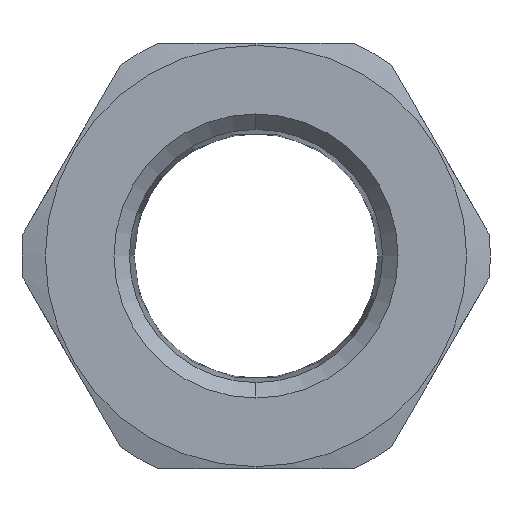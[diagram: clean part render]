
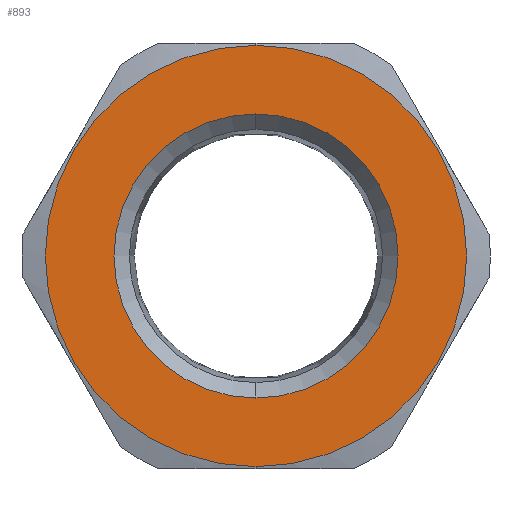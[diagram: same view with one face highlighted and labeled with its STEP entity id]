
A CAD part, left-side view. The second image highlights one B-rep face of the part: STEP entity #893.
In plain terms, the highlighted planar face has unit normal (-1, 0, 0).
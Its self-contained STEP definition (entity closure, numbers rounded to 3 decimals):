
#1 = DIRECTION ( 'NONE',  ( 1., 0., 0. ) ) ;
#13 = DIRECTION ( 'NONE',  ( 0., 0., 1. ) ) ;
#20 = DIRECTION ( 'NONE',  ( 0., 0., -1. ) ) ;
#30 = CARTESIAN_POINT ( 'NONE',  ( 0., 0., 24.75 ) ) ;
#60 = CIRCLE ( 'NONE', #247, 24.75 ) ;
#74 = CIRCLE ( 'NONE', #834, 24.75 ) ;
#118 = DIRECTION ( 'NONE',  ( 1., 0., 0. ) ) ;
#180 = AXIS2_PLACEMENT_3D ( 'NONE', #1060, #548, #20 ) ;
#238 = CIRCLE ( 'NONE', #935, 16.685 ) ;
#247 = AXIS2_PLACEMENT_3D ( 'NONE', #349, #960, #448 ) ;
#271 = CARTESIAN_POINT ( 'NONE',  ( 0., 0., 16.685 ) ) ;
#289 = FACE_OUTER_BOUND ( 'NONE', #405, .T. ) ;
#302 = CARTESIAN_POINT ( 'NONE',  ( 0., 0., -16.685 ) ) ;
#319 = ORIENTED_EDGE ( 'NONE', *, *, #733, .T. ) ;
#335 = EDGE_CURVE ( 'NONE', #830, #888, #74, .T. ) ;
#349 = CARTESIAN_POINT ( 'NONE',  ( 0., 0., 0. ) ) ;
#405 = EDGE_LOOP ( 'NONE', ( #319, #512 ) ) ;
#425 = EDGE_LOOP ( 'NONE', ( #651, #683 ) ) ;
#448 = DIRECTION ( 'NONE',  ( 0., 0., 1. ) ) ;
#512 = ORIENTED_EDGE ( 'NONE', *, *, #335, .T. ) ;
#526 = CARTESIAN_POINT ( 'NONE',  ( 0., 0., 0. ) ) ;
#540 = DIRECTION ( 'NONE',  ( -1., 0., 0. ) ) ;
#548 = DIRECTION ( 'NONE',  ( 1., 0., 0. ) ) ;
#568 = CIRCLE ( 'NONE', #180, 16.685 ) ;
#569 = VERTEX_POINT ( 'NONE', #302 ) ;
#622 = DIRECTION ( 'NONE',  ( 0., 0., -1. ) ) ;
#651 = ORIENTED_EDGE ( 'NONE', *, *, #783, .T. ) ;
#669 = CARTESIAN_POINT ( 'NONE',  ( 0., 0., 0. ) ) ;
#683 = ORIENTED_EDGE ( 'NONE', *, *, #701, .T. ) ;
#701 = EDGE_CURVE ( 'NONE', #569, #812, #238, .T. ) ;
#733 = EDGE_CURVE ( 'NONE', #888, #830, #60, .T. ) ;
#753 = DIRECTION ( 'NONE',  ( 0., 0., -1. ) ) ;
#783 = EDGE_CURVE ( 'NONE', #812, #569, #568, .T. ) ;
#812 = VERTEX_POINT ( 'NONE', #271 ) ;
#830 = VERTEX_POINT ( 'NONE', #30 ) ;
#834 = AXIS2_PLACEMENT_3D ( 'NONE', #1057, #540, #13 ) ;
#888 = VERTEX_POINT ( 'NONE', #1079 ) ;
#893 = ADVANCED_FACE ( 'NONE', ( #998, #289 ), #911, .F. ) ;
#911 = PLANE ( 'NONE',  #1029 ) ;
#935 = AXIS2_PLACEMENT_3D ( 'NONE', #526, #1, #622 ) ;
#960 = DIRECTION ( 'NONE',  ( -1., 0., 0. ) ) ;
#998 = FACE_BOUND ( 'NONE', #425, .T. ) ;
#1029 = AXIS2_PLACEMENT_3D ( 'NONE', #669, #118, #753 ) ;
#1057 = CARTESIAN_POINT ( 'NONE',  ( 0., 0., 0. ) ) ;
#1060 = CARTESIAN_POINT ( 'NONE',  ( 0., 0., 0. ) ) ;
#1079 = CARTESIAN_POINT ( 'NONE',  ( 0., 0., -24.75 ) ) ;
